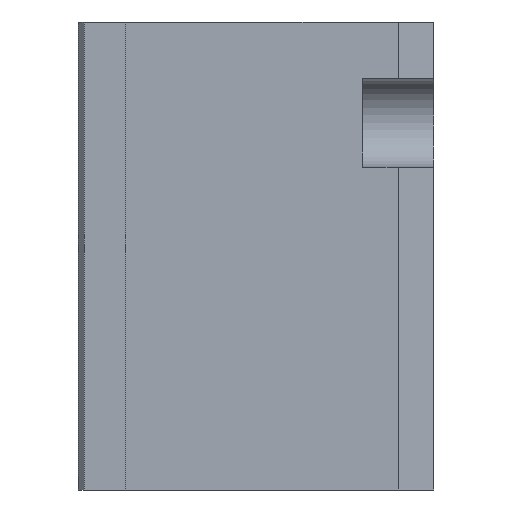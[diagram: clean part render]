
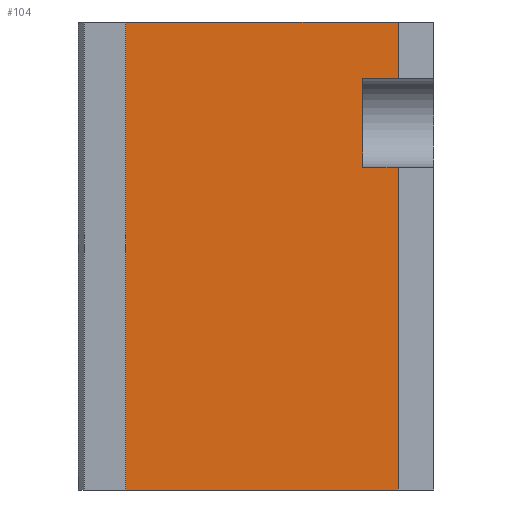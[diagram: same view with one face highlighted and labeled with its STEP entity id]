
A CAD part, left-side view. The second image highlights one B-rep face of the part: STEP entity #104.
In plain terms, the highlighted planar face has unit normal (-1, 0, 0).
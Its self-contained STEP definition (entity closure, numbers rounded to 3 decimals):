
#104 = ADVANCED_FACE( '', ( #242 ), #243, .F. );
#242 = FACE_OUTER_BOUND( '', #417, .T. );
#243 = PLANE( '', #418 );
#417 = EDGE_LOOP( '', ( #682, #683, #684, #685, #686, #687, #688, #689 ) );
#418 = AXIS2_PLACEMENT_3D( '', #690, #691, #692 );
#682 = ORIENTED_EDGE( '', *, *, #987, .F. );
#683 = ORIENTED_EDGE( '', *, *, #1037, .F. );
#684 = ORIENTED_EDGE( '', *, *, #978, .F. );
#685 = ORIENTED_EDGE( '', *, *, #961, .T. );
#686 = ORIENTED_EDGE( '', *, *, #1038, .T. );
#687 = ORIENTED_EDGE( '', *, *, #1039, .F. );
#688 = ORIENTED_EDGE( '', *, *, #1006, .F. );
#689 = ORIENTED_EDGE( '', *, *, #957, .T. );
#690 = CARTESIAN_POINT( '', ( -42.5, 52., 79. ) );
#691 = DIRECTION( '', ( 1., 0., 0. ) );
#692 = DIRECTION( '', ( 0., 0., -1. ) );
#957 = EDGE_CURVE( '', #1120, #1124, #1126, .T. );
#961 = EDGE_CURVE( '', #1133, #1131, #1134, .T. );
#978 = EDGE_CURVE( '', #1133, #1163, #1164, .T. );
#987 = EDGE_CURVE( '', #1179, #1124, #1180, .T. );
#1006 = EDGE_CURVE( '', #1120, #1212, #1213, .T. );
#1037 = EDGE_CURVE( '', #1163, #1179, #1258, .T. );
#1038 = EDGE_CURVE( '', #1131, #1259, #1260, .T. );
#1039 = EDGE_CURVE( '', #1212, #1259, #1261, .T. );
#1120 = VERTEX_POINT( '', #1366 );
#1124 = VERTEX_POINT( '', #1371 );
#1126 = LINE( '', #1374, #1375 );
#1131 = VERTEX_POINT( '', #1380 );
#1133 = VERTEX_POINT( '', #1383 );
#1134 = LINE( '', #1384, #1385 );
#1163 = VERTEX_POINT( '', #1428 );
#1164 = LINE( '', #1429, #1430 );
#1179 = VERTEX_POINT( '', #1451 );
#1180 = LINE( '', #1452, #1453 );
#1212 = VERTEX_POINT( '', #1554 );
#1213 = LINE( '', #1555, #1556 );
#1258 = LINE( '', #1676, #1677 );
#1259 = VERTEX_POINT( '', #1678 );
#1260 = LINE( '', #1679, #1680 );
#1261 = LINE( '', #1681, #1682 );
#1366 = CARTESIAN_POINT( '', ( -42.5, 12., 54.5 ) );
#1371 = CARTESIAN_POINT( '', ( -42.5, 12., 69.5 ) );
#1374 = CARTESIAN_POINT( '', ( -42.5, 12., 79. ) );
#1375 = VECTOR( '', #1820, 1000. );
#1380 = CARTESIAN_POINT( '', ( -42.5, 52., 0. ) );
#1383 = CARTESIAN_POINT( '', ( -42.5, 52., 79. ) );
#1384 = CARTESIAN_POINT( '', ( -42.5, 52., 79. ) );
#1385 = VECTOR( '', #1825, 1000. );
#1428 = CARTESIAN_POINT( '', ( -42.5, 6., 79. ) );
#1429 = CARTESIAN_POINT( '', ( -42.5, 52., 79. ) );
#1430 = VECTOR( '', #1840, 1000. );
#1451 = CARTESIAN_POINT( '', ( -42.5, 6., 69.5 ) );
#1452 = CARTESIAN_POINT( '', ( -42.5, 52., 69.5 ) );
#1453 = VECTOR( '', #1850, 1000. );
#1554 = CARTESIAN_POINT( '', ( -42.5, 6., 54.5 ) );
#1555 = CARTESIAN_POINT( '', ( -42.5, 52., 54.5 ) );
#1556 = VECTOR( '', #1873, 1000. );
#1676 = CARTESIAN_POINT( '', ( -42.5, 6., 79. ) );
#1677 = VECTOR( '', #1905, 1000. );
#1678 = CARTESIAN_POINT( '', ( -42.5, 6., 0. ) );
#1679 = CARTESIAN_POINT( '', ( -42.5, 52., 0. ) );
#1680 = VECTOR( '', #1906, 1000. );
#1681 = CARTESIAN_POINT( '', ( -42.5, 6., 79. ) );
#1682 = VECTOR( '', #1907, 1000. );
#1820 = DIRECTION( '', ( 0., 0., 1. ) );
#1825 = DIRECTION( '', ( 0., 0., -1. ) );
#1840 = DIRECTION( '', ( 0., -1., 0. ) );
#1850 = DIRECTION( '', ( 0., 1., 0. ) );
#1873 = DIRECTION( '', ( 0., -1., 0. ) );
#1905 = DIRECTION( '', ( 0., 0., -1. ) );
#1906 = DIRECTION( '', ( 0., -1., 0. ) );
#1907 = DIRECTION( '', ( 0., 0., -1. ) );
